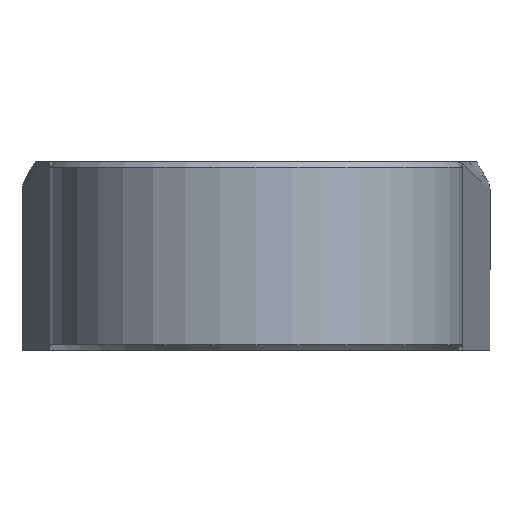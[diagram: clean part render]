
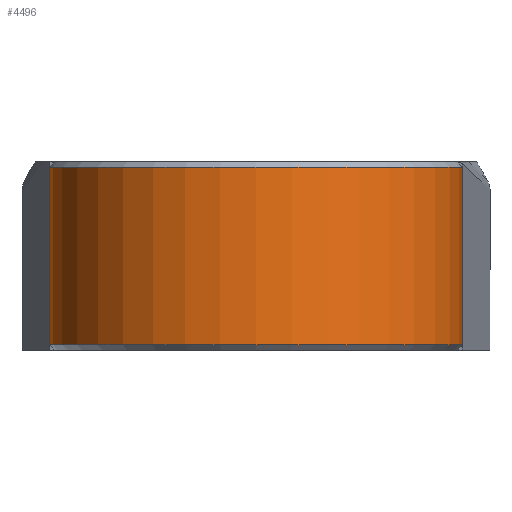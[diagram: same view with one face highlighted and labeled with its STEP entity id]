
A CAD part, front view. The second image highlights one B-rep face of the part: STEP entity #4496.
In plain terms, the highlighted cylindrical face has radius 37.5 mm (diameter 75 mm), a partial arc.
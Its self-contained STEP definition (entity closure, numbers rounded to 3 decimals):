
#62 = EDGE_LOOP ( 'NONE', ( #978, #1060, #5804, #2015 ) ) ;
#224 = VECTOR ( 'NONE', #733, 1000. ) ;
#271 = CIRCLE ( 'NONE', #2755, 37.5 ) ;
#407 = VERTEX_POINT ( 'NONE', #859 ) ;
#685 = DIRECTION ( 'NONE',  ( 0., 0., -1. ) ) ;
#733 = DIRECTION ( 'NONE',  ( 0., 0., -1. ) ) ;
#789 = DIRECTION ( 'NONE',  ( 1., 0., 0. ) ) ;
#859 = CARTESIAN_POINT ( 'NONE',  ( 37.5, 0., 33.2 ) ) ;
#978 = ORIENTED_EDGE ( 'NONE', *, *, #6205, .T. ) ;
#1060 = ORIENTED_EDGE ( 'NONE', *, *, #2992, .T. ) ;
#1204 = CYLINDRICAL_SURFACE ( 'NONE', #4786, 37.5 ) ;
#1237 = DIRECTION ( 'NONE',  ( 0., 0., -1. ) ) ;
#2015 = ORIENTED_EDGE ( 'NONE', *, *, #5555, .T. ) ;
#2120 = VERTEX_POINT ( 'NONE', #2604 ) ;
#2201 = CARTESIAN_POINT ( 'NONE',  ( 37.5, 0., 153.285 ) ) ;
#2207 = CARTESIAN_POINT ( 'NONE',  ( 0., 0., 153.285 ) ) ;
#2604 = CARTESIAN_POINT ( 'NONE',  ( -37.5, 0., 33.2 ) ) ;
#2704 = DIRECTION ( 'NONE',  ( -1., 0., 0. ) ) ;
#2739 = VECTOR ( 'NONE', #5975, 1000. ) ;
#2755 = AXIS2_PLACEMENT_3D ( 'NONE', #3515, #2812, #789 ) ;
#2812 = DIRECTION ( 'NONE',  ( 0., 0., 1. ) ) ;
#2884 = VERTEX_POINT ( 'NONE', #4801 ) ;
#2992 = EDGE_CURVE ( 'NONE', #2884, #5833, #271, .T. ) ;
#3363 = CIRCLE ( 'NONE', #4687, 37.5 ) ;
#3515 = CARTESIAN_POINT ( 'NONE',  ( 0., 0., 1. ) ) ;
#4496 = ADVANCED_FACE ( 'NONE', ( #6150 ), #1204, .T. ) ;
#4676 = LINE ( 'NONE', #2201, #224 ) ;
#4687 = AXIS2_PLACEMENT_3D ( 'NONE', #5714, #1237, #6126 ) ;
#4786 = AXIS2_PLACEMENT_3D ( 'NONE', #2207, #685, #2704 ) ;
#4801 = CARTESIAN_POINT ( 'NONE',  ( -37.5, 0., 1. ) ) ;
#5021 = CARTESIAN_POINT ( 'NONE',  ( -37.5, 0., 153.285 ) ) ;
#5555 = EDGE_CURVE ( 'NONE', #407, #2120, #3363, .T. ) ;
#5714 = CARTESIAN_POINT ( 'NONE',  ( 0., 0., 33.2 ) ) ;
#5776 = CARTESIAN_POINT ( 'NONE',  ( 37.5, 0., 1. ) ) ;
#5804 = ORIENTED_EDGE ( 'NONE', *, *, #5991, .F. ) ;
#5833 = VERTEX_POINT ( 'NONE', #5776 ) ;
#5906 = LINE ( 'NONE', #5021, #2739 ) ;
#5975 = DIRECTION ( 'NONE',  ( 0., 0., -1. ) ) ;
#5991 = EDGE_CURVE ( 'NONE', #407, #5833, #4676, .T. ) ;
#6126 = DIRECTION ( 'NONE',  ( 1., 0., 0. ) ) ;
#6150 = FACE_OUTER_BOUND ( 'NONE', #62, .T. ) ;
#6205 = EDGE_CURVE ( 'NONE', #2120, #2884, #5906, .T. ) ;
